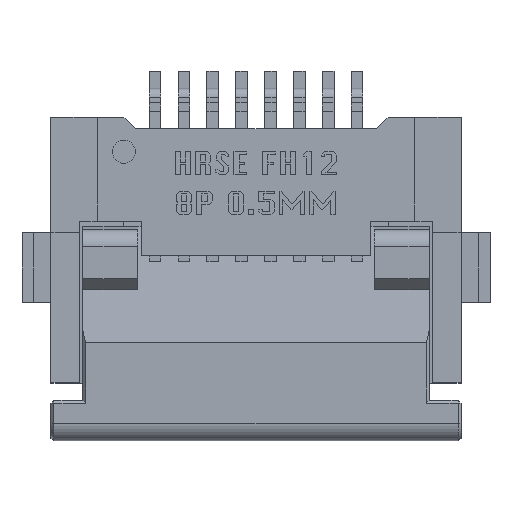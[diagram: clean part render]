
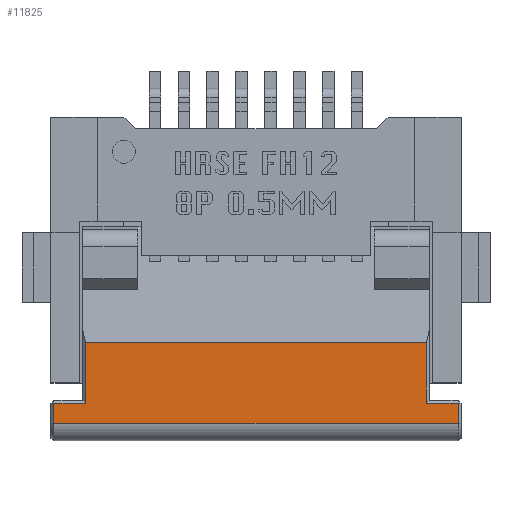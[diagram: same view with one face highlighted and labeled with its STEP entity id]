
A CAD part, top view. The second image highlights one B-rep face of the part: STEP entity #11825.
In plain terms, the highlighted planar face has unit normal (0, 0, 1).
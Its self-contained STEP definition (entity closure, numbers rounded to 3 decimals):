
#383=FACE_OUTER_BOUND('',#1001,.T.);
#1001=EDGE_LOOP('',(#8820,#8821,#8822,#8823,#8824,#8825,#8826,#8827));
#2032=LINE('',#17120,#3652);
#2060=LINE('',#17179,#3680);
#2071=LINE('',#17204,#3691);
#2085=LINE('',#17231,#3705);
#2094=LINE('',#17246,#3714);
#2100=LINE('',#17261,#3720);
#2112=LINE('',#17286,#3732);
#2113=LINE('',#17288,#3733);
#3652=VECTOR('',#14012,0.55);
#3680=VECTOR('',#14058,0.55);
#3691=VECTOR('',#14083,0.35);
#3705=VECTOR('',#14107,1.05);
#3714=VECTOR('',#14122,0.35);
#3720=VECTOR('',#14138,1.05);
#3732=VECTOR('',#14160,7.);
#3733=VECTOR('',#14163,5.9);
#5053=VERTEX_POINT('',#17115);
#5054=VERTEX_POINT('',#17119);
#5072=VERTEX_POINT('',#17169);
#5076=VERTEX_POINT('',#17178);
#5082=VERTEX_POINT('',#17198);
#5091=VERTEX_POINT('',#17230);
#5093=VERTEX_POINT('',#17242);
#5098=VERTEX_POINT('',#17259);
#6374=EDGE_CURVE('',#5054,#5053,#2032,.T.);
#6402=EDGE_CURVE('',#5072,#5076,#2060,.T.);
#6415=EDGE_CURVE('',#5082,#5072,#2071,.T.);
#6429=EDGE_CURVE('',#5076,#5091,#2085,.T.);
#6438=EDGE_CURVE('',#5053,#5093,#2094,.T.);
#6446=EDGE_CURVE('',#5098,#5054,#2100,.T.);
#6459=EDGE_CURVE('',#5082,#5093,#2112,.T.);
#6460=EDGE_CURVE('',#5091,#5098,#2113,.T.);
#8820=ORIENTED_EDGE('',*,*,#6429,.F.);
#8821=ORIENTED_EDGE('',*,*,#6402,.F.);
#8822=ORIENTED_EDGE('',*,*,#6415,.F.);
#8823=ORIENTED_EDGE('',*,*,#6459,.T.);
#8824=ORIENTED_EDGE('',*,*,#6438,.F.);
#8825=ORIENTED_EDGE('',*,*,#6374,.F.);
#8826=ORIENTED_EDGE('',*,*,#6446,.F.);
#8827=ORIENTED_EDGE('',*,*,#6460,.F.);
#10893=PLANE('',#12438);
#11825=ADVANCED_FACE('',(#383),#10893,.T.);
#12438=AXIS2_PLACEMENT_3D('',#17287,#14161,#14162);
#14012=DIRECTION('',(1.,0.,0.));
#14058=DIRECTION('',(1.,0.,0.));
#14083=DIRECTION('',(0.,1.,0.));
#14107=DIRECTION('',(0.,1.,0.));
#14122=DIRECTION('',(0.,-1.,0.));
#14138=DIRECTION('',(0.,-1.,0.));
#14160=DIRECTION('',(1.,0.,0.));
#14161=DIRECTION('center_axis',(0.,0.,1.));
#14162=DIRECTION('ref_axis',(0.,-1.,0.));
#14163=DIRECTION('',(1.,0.,0.));
#17115=CARTESIAN_POINT('',(3.5,-3.65,2.));
#17119=CARTESIAN_POINT('',(2.95,-3.65,2.));
#17120=CARTESIAN_POINT('',(0.,-3.65,2.));
#17169=CARTESIAN_POINT('',(-3.5,-3.65,2.));
#17178=CARTESIAN_POINT('',(-2.95,-3.65,2.));
#17179=CARTESIAN_POINT('',(0.,-3.65,2.));
#17198=CARTESIAN_POINT('',(-3.5,-4.,2.));
#17204=CARTESIAN_POINT('',(-3.5,-3.767,2.));
#17230=CARTESIAN_POINT('',(-2.95,-2.6,2.));
#17231=CARTESIAN_POINT('',(-2.95,-2.896,2.));
#17242=CARTESIAN_POINT('',(3.5,-4.,2.));
#17246=CARTESIAN_POINT('',(3.5,-3.767,2.));
#17259=CARTESIAN_POINT('',(2.95,-2.6,2.));
#17261=CARTESIAN_POINT('',(2.95,-2.896,2.));
#17286=CARTESIAN_POINT('',(0.,-4.,2.));
#17287=CARTESIAN_POINT('Origin',(0.,-3.6,2.));
#17288=CARTESIAN_POINT('',(0.,-2.6,2.));
